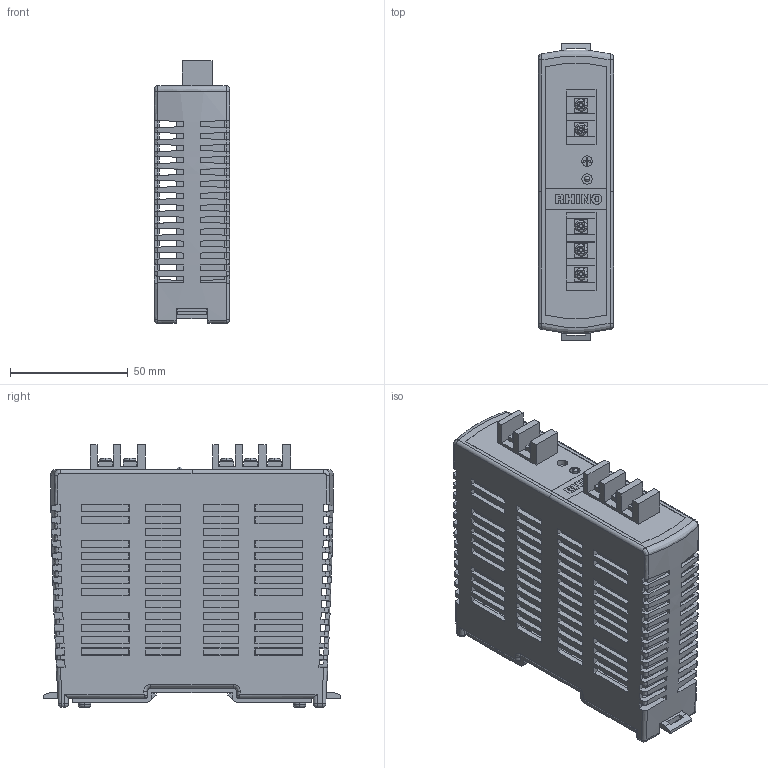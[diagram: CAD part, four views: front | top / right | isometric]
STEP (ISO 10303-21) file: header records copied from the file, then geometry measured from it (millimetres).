
FILE_DESCRIPTION (( 'STEP AP203' ), '1' );
FILE_NAME ('PSB24-060-P..STEP', '2011-10-11T14:14:42', ( '.adc' ), ( '' ), 'SwSTEP 2.0', 'SolidWorks 2011', '' );
FILE_SCHEMA (( 'CONFIG_CONTROL_DESIGN' ));
Length unit declared in the file: inch
Products named in the file (1): PSB24-060-P.
Bounding box: 32 x 126.49 x 111.71 mm (x, y, z)
Volume: 262396.7 mm3; surface area: 77654.2 mm2
Topology: 1 solids, 1 shells, 1354 faces, 4189 edges, 2752 vertices
Faces by surface type: plane 1032, bspline 170, cylinder 74, cone 46, torus 22, sphere 10
Entity records: 50606 total; most frequent: CARTESIAN_POINT 15302, ORIENTED_EDGE 8362, DIRECTION 5795, EDGE_CURVE 4181, LINE 2817, VECTOR 2817, VERTEX_POINT 2752, EDGE_LOOP 1511
